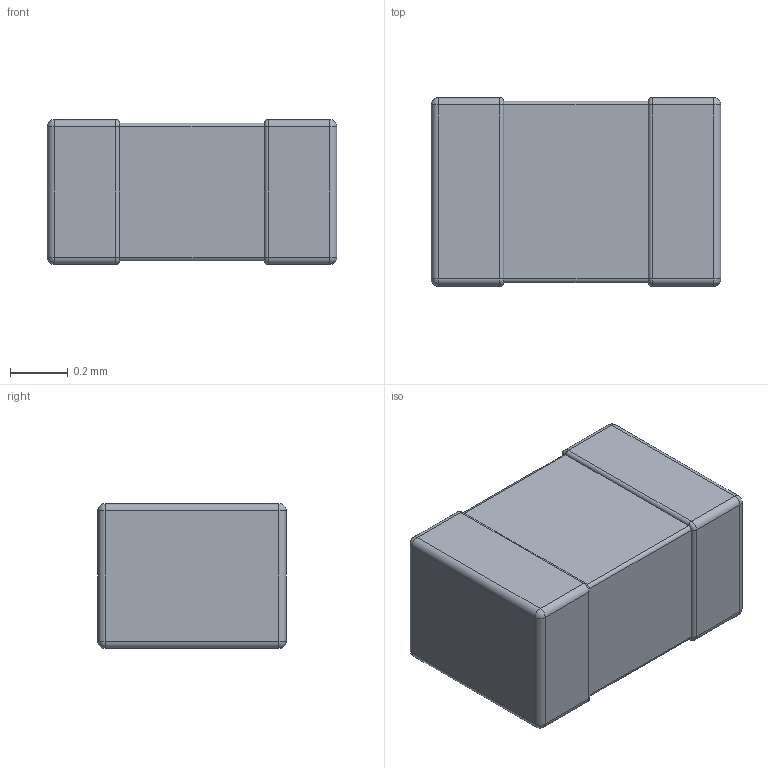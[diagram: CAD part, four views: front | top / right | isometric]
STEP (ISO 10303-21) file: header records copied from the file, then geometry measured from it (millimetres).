
FILE_DESCRIPTION (( 'STEP AP214' ), '1' );
FILE_NAME ('CL05A105KL5NRNC.STEP', '2025-08-17T19:50:38', ( '' ), ( '' ), 'SwSTEP 2.0', 'SolidWorks 2021', '' );
FILE_SCHEMA (( 'AUTOMOTIVE_DESIGN' ));
Length unit declared in the file: millimetre
Products named in the file (1): CL05A105KL5NRNC
Bounding box: 1 x 0.65 x 0.5 mm (x, y, z)
Volume: 0.3 mm3; surface area: 4 mm2
Topology: 3 solids, 3 shells, 62 faces, 136 edges, 72 vertices
Faces by surface type: cylinder 28, plane 18, sphere 8, torus 8
Entity records: 1954 total; most frequent: DIRECTION 318, CARTESIAN_POINT 263, ORIENTED_EDGE 256, EDGE_CURVE 128, AXIS2_PLACEMENT_3D 127, VERTEX_POINT 72, VECTOR 64, LINE 64
